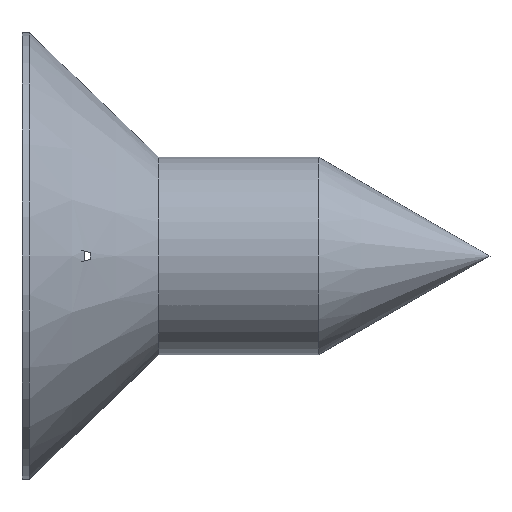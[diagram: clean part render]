
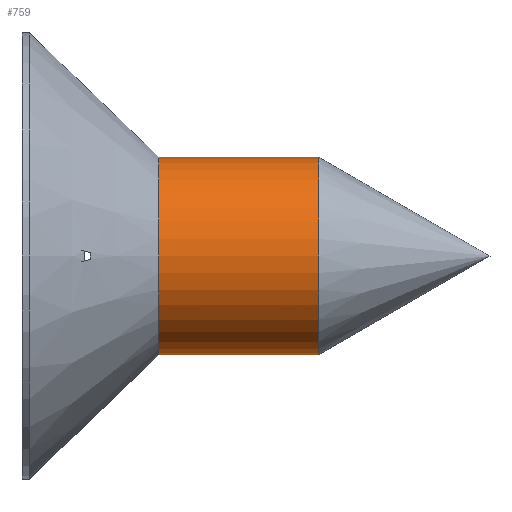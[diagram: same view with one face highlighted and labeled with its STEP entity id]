
A CAD part, left-side view. The second image highlights one B-rep face of the part: STEP entity #759.
In plain terms, the highlighted cylindrical face has radius 2.75 mm (diameter 5.5 mm), a partial arc.
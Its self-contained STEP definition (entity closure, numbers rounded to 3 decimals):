
#11 = CIRCLE ( 'NONE', #130, 2.75 ) ;
#15 = CIRCLE ( 'NONE', #134, 2.75 ) ;
#35 = LINE ( 'NONE', #485, #393 ) ;
#72 = AXIS2_PLACEMENT_3D ( 'NONE', #539, #534, #402 ) ;
#92 = VERTEX_POINT ( 'NONE', #582 ) ;
#116 = EDGE_CURVE ( 'NONE', #92, #637, #370, .T. ) ;
#130 = AXIS2_PLACEMENT_3D ( 'NONE', #776, #777, #778 ) ;
#134 = AXIS2_PLACEMENT_3D ( 'NONE', #454, #455, #456 ) ;
#187 = DIRECTION ( 'NONE',  ( 0., 1., 0. ) ) ;
#188 = CARTESIAN_POINT ( 'NONE',  ( 0., 6.5, 2.75 ) ) ;
#199 = FACE_OUTER_BOUND ( 'NONE', #628, .T. ) ;
#211 = CYLINDRICAL_SURFACE ( 'NONE', #72, 2.75 ) ;
#238 = EDGE_CURVE ( 'NONE', #342, #637, #11, .T. ) ;
#249 = EDGE_CURVE ( 'NONE', #636, #92, #15, .T. ) ;
#325 = EDGE_CURVE ( 'NONE', #636, #342, #35, .T. ) ;
#342 = VERTEX_POINT ( 'NONE', #488 ) ;
#364 = VECTOR ( 'NONE', #187, 1000. ) ;
#370 = LINE ( 'NONE', #188, #364 ) ;
#393 = VECTOR ( 'NONE', #480, 1000. ) ;
#402 = DIRECTION ( 'NONE',  ( 0., 0., 1. ) ) ;
#454 = CARTESIAN_POINT ( 'NONE',  ( 0., -1.737, 0. ) ) ;
#455 = DIRECTION ( 'NONE',  ( 0., 1., 0. ) ) ;
#456 = DIRECTION ( 'NONE',  ( 0., 0., 1. ) ) ;
#480 = DIRECTION ( 'NONE',  ( 0., 1., 0. ) ) ;
#485 = CARTESIAN_POINT ( 'NONE',  ( 0., 6.5, -2.75 ) ) ;
#488 = CARTESIAN_POINT ( 'NONE',  ( 0., 2.7, -2.75 ) ) ;
#534 = DIRECTION ( 'NONE',  ( 0., 1., 0. ) ) ;
#539 = CARTESIAN_POINT ( 'NONE',  ( 0., 6.5, 0. ) ) ;
#582 = CARTESIAN_POINT ( 'NONE',  ( 0., -1.737, 2.75 ) ) ;
#628 = EDGE_LOOP ( 'NONE', ( #729, #728, #727, #726 ) ) ;
#636 = VERTEX_POINT ( 'NONE', #827 ) ;
#637 = VERTEX_POINT ( 'NONE', #828 ) ;
#726 = ORIENTED_EDGE ( 'NONE', *, *, #238, .F. ) ;
#727 = ORIENTED_EDGE ( 'NONE', *, *, #116, .T. ) ;
#728 = ORIENTED_EDGE ( 'NONE', *, *, #249, .T. ) ;
#729 = ORIENTED_EDGE ( 'NONE', *, *, #325, .F. ) ;
#759 = ADVANCED_FACE ( 'NONE', ( #199 ), #211, .T. ) ;
#776 = CARTESIAN_POINT ( 'NONE',  ( 0., 2.7, 0. ) ) ;
#777 = DIRECTION ( 'NONE',  ( 0., 1., 0. ) ) ;
#778 = DIRECTION ( 'NONE',  ( 0., 0., 1. ) ) ;
#827 = CARTESIAN_POINT ( 'NONE',  ( 0., -1.737, -2.75 ) ) ;
#828 = CARTESIAN_POINT ( 'NONE',  ( 0., 2.7, 2.75 ) ) ;
